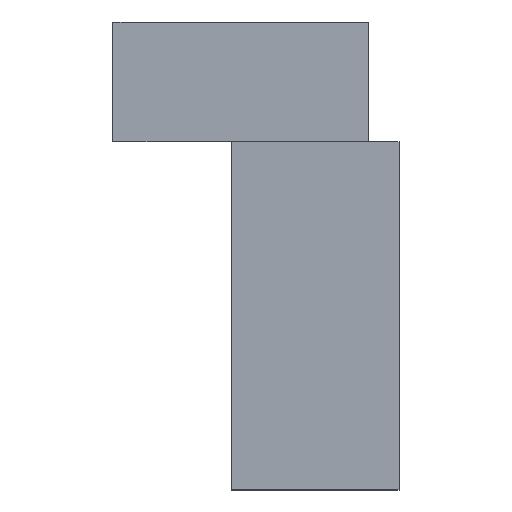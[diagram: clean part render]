
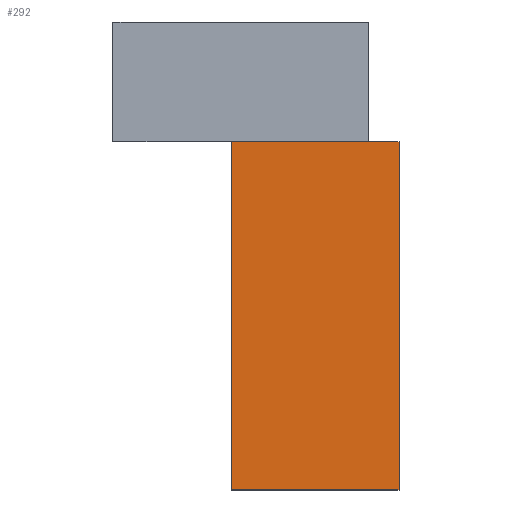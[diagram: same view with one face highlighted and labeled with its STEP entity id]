
A CAD part, top view. The second image highlights one B-rep face of the part: STEP entity #292.
In plain terms, the highlighted planar face has unit normal (0, 0, 1).
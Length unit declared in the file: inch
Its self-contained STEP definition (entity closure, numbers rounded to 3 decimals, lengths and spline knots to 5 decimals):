
#41=FACE_OUTER_BOUND('',#61,.T.);
#61=EDGE_LOOP('',(#246,#247,#248,#249));
#82=LINE('',#451,#113);
#91=LINE('',#483,#122);
#92=LINE('',#486,#123);
#93=LINE('',#487,#124);
#113=VECTOR('',#366,0.3937);
#122=VECTOR('',#401,0.3937);
#123=VECTOR('',#404,0.3937);
#124=VECTOR('',#405,0.3937);
#138=VERTEX_POINT('',#448);
#139=VERTEX_POINT('',#450);
#149=VERTEX_POINT('',#481);
#150=VERTEX_POINT('',#485);
#168=EDGE_CURVE('',#139,#138,#82,.T.);
#183=EDGE_CURVE('',#138,#149,#91,.T.);
#184=EDGE_CURVE('',#149,#150,#92,.T.);
#185=EDGE_CURVE('',#150,#139,#93,.T.);
#246=ORIENTED_EDGE('',*,*,#168,.T.);
#247=ORIENTED_EDGE('',*,*,#183,.T.);
#248=ORIENTED_EDGE('',*,*,#184,.T.);
#249=ORIENTED_EDGE('',*,*,#185,.T.);
#274=PLANE('',#330);
#292=ADVANCED_FACE('',(#41),#274,.F.);
#330=AXIS2_PLACEMENT_3D('',#484,#402,#403);
#366=DIRECTION('',(-1.,0.,0.));
#401=DIRECTION('',(0.,-1.,0.));
#402=DIRECTION('center_axis',(0.,0.,-1.));
#403=DIRECTION('ref_axis',(0.,1.,0.));
#404=DIRECTION('',(1.,0.,0.));
#405=DIRECTION('',(0.,1.,0.));
#448=CARTESIAN_POINT('',(-0.79,1.6375,0.5));
#450=CARTESIAN_POINT('',(0.79,1.6375,0.5));
#451=CARTESIAN_POINT('',(0.,1.6375,0.5));
#481=CARTESIAN_POINT('',(-0.79,-1.6375,0.5));
#483=CARTESIAN_POINT('',(-0.79,-1.6375,0.5));
#484=CARTESIAN_POINT('Origin',(0.,-1.6375,0.5));
#485=CARTESIAN_POINT('',(0.79,-1.6375,0.5));
#486=CARTESIAN_POINT('',(0.,-1.6375,0.5));
#487=CARTESIAN_POINT('',(0.79,-1.6375,0.5));
